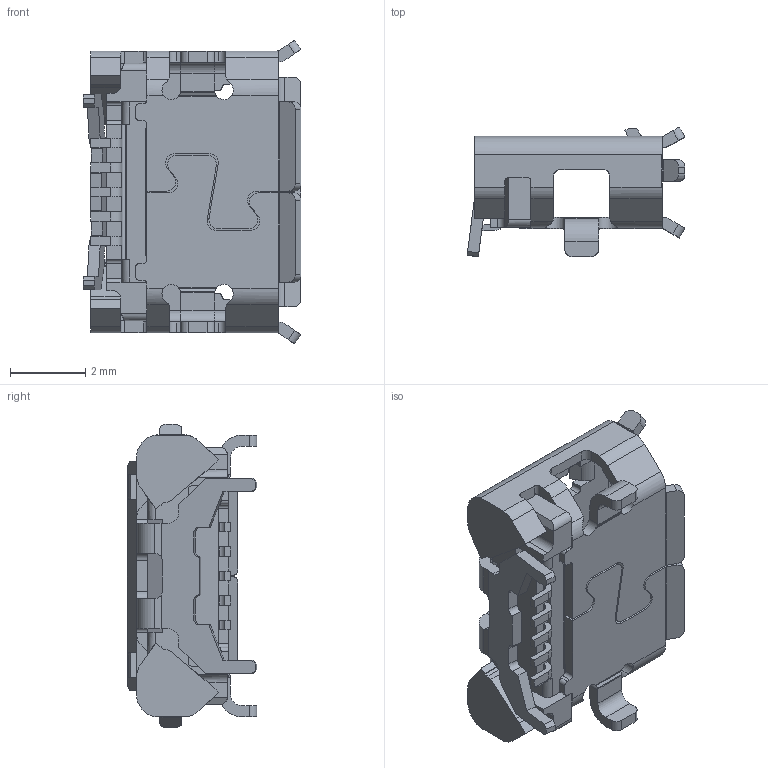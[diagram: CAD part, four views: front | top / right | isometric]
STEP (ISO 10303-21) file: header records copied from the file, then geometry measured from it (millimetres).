
FILE_DESCRIPTION(('CoCreate Modeling STEP Export'),'2;1');
FILE_NAME('ZX62D-B-5PA8.stp','2009-03-19T15:00:26',(''),(''),'CoCreate Modeling STEP processor for AP214 (Solid Model)','CoCreate Modeling 16.00B 02-Dec-2008 (C) Parametric Technology GmbH','');
FILE_SCHEMA(('AUTOMOTIVE_DESIGN { 1 0 10303 214 1 1 1 1 }'));
Length unit declared in the file: millimetre
Products named in the file (1): ZX62D-B-5P8
Bounding box: 5.8 x 3.45 x 8.09 mm (x, y, z)
Volume: 38.5 mm3; surface area: 231.2 mm2
Topology: 1 solids, 1 shells, 498 faces, 1478 edges, 964 vertices
Faces by surface type: plane 304, cylinder 194
Entity records: 17490 total; most frequent: CARTESIAN_POINT 3889, ORIENTED_EDGE 2964, DIRECTION 2680, EDGE_CURVE 1478, VECTOR 1018, LINE 1018, VERTEX_POINT 964, AXIS2_PLACEMENT_3D 831
